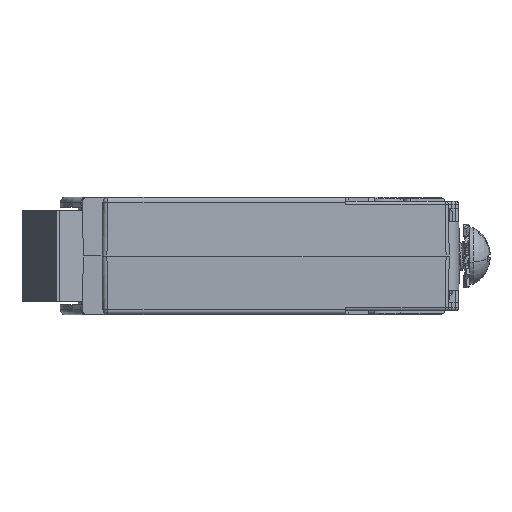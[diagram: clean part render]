
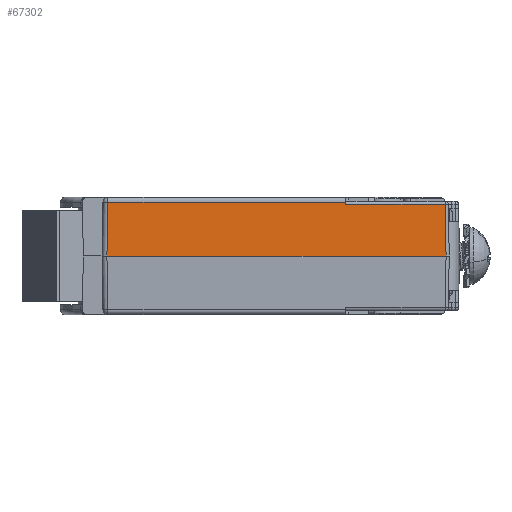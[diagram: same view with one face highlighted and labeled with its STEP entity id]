
A CAD part, left-side view. The second image highlights one B-rep face of the part: STEP entity #67302.
In plain terms, the highlighted planar face has unit normal (-1, 0, 0.018).
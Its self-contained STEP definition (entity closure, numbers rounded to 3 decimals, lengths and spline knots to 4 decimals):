
#21278=DIRECTION('',(0.017,-0.017,1.));
#21279=VECTOR('',#21278,0.3416);
#21280=CARTESIAN_POINT('',(-1.375,0.154,0.));
#21281=LINE('',#21280,#21279);
#21282=DIRECTION('',(0.,-1.,0.));
#21283=VECTOR('',#21282,1.507);
#21284=CARTESIAN_POINT('',(-1.369,0.148,
0.3415));
#21285=LINE('',#21284,#21283);
#21286=DIRECTION('',(0.017,0.,1.));
#21287=VECTOR('',#21286,0.0132);
#21288=CARTESIAN_POINT('',(-1.3693,-1.359,0.3283));
#21289=LINE('',#21288,#21287);
#21290=DIRECTION('',(0.,-1.,0.));
#21291=VECTOR('',#21290,0.6293);
#21292=CARTESIAN_POINT('',(-1.3693,-1.359,0.3283));
#21293=LINE('',#21292,#21291);
#21294=DIRECTION('',(-0.017,-0.017,-1.));
#21295=VECTOR('',#21294,0.3284);
#21296=CARTESIAN_POINT('',(-1.3693,-1.9883,
0.3283));
#21297=LINE('',#21296,#21295);
#21298=DIRECTION('',(0.,-1.,0.));
#21299=VECTOR('',#21298,2.148);
#21300=CARTESIAN_POINT('',(-1.375,0.154,0.));
#21301=LINE('',#21300,#21299);
#35134=CARTESIAN_POINT('',(-1.369,0.148,
0.3415));
#35135=CARTESIAN_POINT('',(-1.369,-1.359,0.3415));
#35136=VERTEX_POINT('',#35134);
#35137=VERTEX_POINT('',#35135);
#35182=CARTESIAN_POINT('',(-1.3693,-1.9883,
0.3283));
#35183=VERTEX_POINT('',#35182);
#35184=CARTESIAN_POINT('',(-1.3693,-1.359,0.3283));
#35186=VERTEX_POINT('',#35184);
#37340=CARTESIAN_POINT('',(-1.375,0.154,0.));
#37341=CARTESIAN_POINT('',(-1.375,-1.994,0.));
#37342=VERTEX_POINT('',#37340);
#37343=VERTEX_POINT('',#37341);
#67285=CARTESIAN_POINT('',(-1.375,-2.479,0.));
#67286=DIRECTION('',(-1.,0.,0.017));
#67287=DIRECTION('',(0.,-1.,0.));
#67288=AXIS2_PLACEMENT_3D('',#67285,#67286,#67287);
#67289=PLANE('',#67288);
#67291=ORIENTED_EDGE('',*,*,#67290,.F.);
#67293=ORIENTED_EDGE('',*,*,#67292,.T.);
#67295=ORIENTED_EDGE('',*,*,#67294,.T.);
#67297=ORIENTED_EDGE('',*,*,#67296,.F.);
#67298=ORIENTED_EDGE('',*,*,#40241,.T.);
#67299=ORIENTED_EDGE('',*,*,#67278,.T.);
#67300=EDGE_LOOP('',(#67291,#67293,#67295,#67297,#67298,#67299));
#67301=FACE_OUTER_BOUND('',#67300,.F.);
#40241=EDGE_CURVE('',#35186,#35183,#21293,.T.);
#67278=EDGE_CURVE('',#35183,#37343,#21297,.T.);
#67290=EDGE_CURVE('',#37342,#37343,#21301,.T.);
#67292=EDGE_CURVE('',#37342,#35136,#21281,.T.);
#67294=EDGE_CURVE('',#35136,#35137,#21285,.T.);
#67296=EDGE_CURVE('',#35186,#35137,#21289,.T.);
#67302=ADVANCED_FACE('',(#67301),#67289,.T.);
